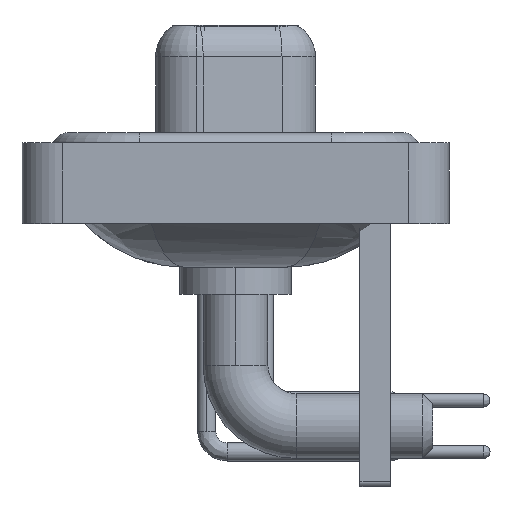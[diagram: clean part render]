
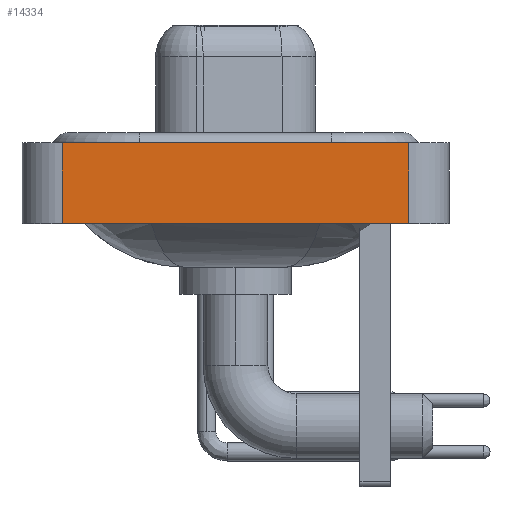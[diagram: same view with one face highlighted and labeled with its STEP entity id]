
A CAD part, left-side view. The second image highlights one B-rep face of the part: STEP entity #14334.
In plain terms, the highlighted planar face has unit normal (-1, 0, 0).
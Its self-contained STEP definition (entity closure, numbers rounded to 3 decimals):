
#86 = EDGE_CURVE ( 'NONE', #17036, #3448, #20447, .T. ) ;
#622 = ORIENTED_EDGE ( 'NONE', *, *, #18007, .F. ) ;
#629 = DIRECTION ( 'NONE',  ( 0., 0., 1. ) ) ;
#1105 = VECTOR ( 'NONE', #2637, 1000. ) ;
#2305 = CARTESIAN_POINT ( 'NONE',  ( -7.35, -8.55, 0.4 ) ) ;
#2399 = DIRECTION ( 'NONE',  ( 0., 0., 1. ) ) ;
#2637 = DIRECTION ( 'NONE',  ( 0., -1., 0. ) ) ;
#2814 = VECTOR ( 'NONE', #16513, 1000. ) ;
#3448 = VERTEX_POINT ( 'NONE', #19719 ) ;
#4313 = PLANE ( 'NONE',  #15112 ) ;
#5103 = EDGE_CURVE ( 'NONE', #16531, #3448, #20536, .T. ) ;
#6485 = VERTEX_POINT ( 'NONE', #14704 ) ;
#7573 = VECTOR ( 'NONE', #2399, 1000. ) ;
#8042 = ORIENTED_EDGE ( 'NONE', *, *, #5103, .T. ) ;
#8246 = LINE ( 'NONE', #12174, #1105 ) ;
#10731 = CARTESIAN_POINT ( 'NONE',  ( -7.35, 8.55, 0.4 ) ) ;
#11597 = DIRECTION ( 'NONE',  ( 0., 0., 1. ) ) ;
#12058 = EDGE_LOOP ( 'NONE', ( #8042, #14786, #622, #23131 ) ) ;
#12174 = CARTESIAN_POINT ( 'NONE',  ( -7.35, -8.55, -3.6 ) ) ;
#13389 = LINE ( 'NONE', #16966, #14450 ) ;
#14334 = ADVANCED_FACE ( 'NONE', ( #18388 ), #4313, .T. ) ;
#14450 = VECTOR ( 'NONE', #629, 1000. ) ;
#14704 = CARTESIAN_POINT ( 'NONE',  ( -7.35, 8.55, -3.6 ) ) ;
#14741 = EDGE_CURVE ( 'NONE', #6485, #16531, #8246, .T. ) ;
#14786 = ORIENTED_EDGE ( 'NONE', *, *, #86, .F. ) ;
#15112 = AXIS2_PLACEMENT_3D ( 'NONE', #20434, #22587, #11597 ) ;
#16513 = DIRECTION ( 'NONE',  ( 0., -1., 0. ) ) ;
#16531 = VERTEX_POINT ( 'NONE', #20926 ) ;
#16605 = CARTESIAN_POINT ( 'NONE',  ( -7.35, -8.55, -3.6 ) ) ;
#16966 = CARTESIAN_POINT ( 'NONE',  ( -7.35, 8.55, -3.6 ) ) ;
#17036 = VERTEX_POINT ( 'NONE', #10731 ) ;
#18007 = EDGE_CURVE ( 'NONE', #6485, #17036, #13389, .T. ) ;
#18388 = FACE_OUTER_BOUND ( 'NONE', #12058, .T. ) ;
#19719 = CARTESIAN_POINT ( 'NONE',  ( -7.35, -8.55, 0.4 ) ) ;
#20434 = CARTESIAN_POINT ( 'NONE',  ( -7.35, -8.55, -3.6 ) ) ;
#20447 = LINE ( 'NONE', #2305, #2814 ) ;
#20536 = LINE ( 'NONE', #16605, #7573 ) ;
#20926 = CARTESIAN_POINT ( 'NONE',  ( -7.35, -8.55, -3.6 ) ) ;
#22587 = DIRECTION ( 'NONE',  ( -1., 0., 0. ) ) ;
#23131 = ORIENTED_EDGE ( 'NONE', *, *, #14741, .T. ) ;
